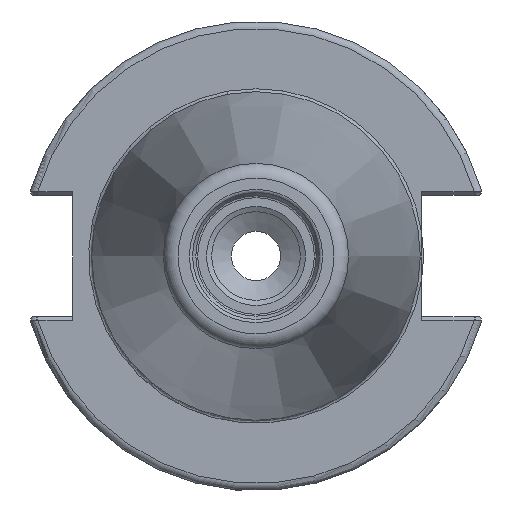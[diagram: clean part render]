
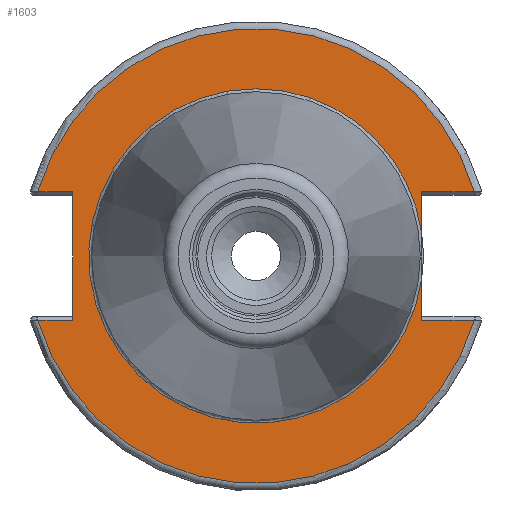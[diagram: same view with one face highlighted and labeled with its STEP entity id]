
A CAD part, left-side view. The second image highlights one B-rep face of the part: STEP entity #1603.
In plain terms, the highlighted planar face has unit normal (-1, 0, 0).
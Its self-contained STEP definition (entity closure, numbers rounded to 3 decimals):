
#100=PLANE('',#1747);
#179=FACE_OUTER_BOUND('',#275,.T.);
#275=EDGE_LOOP('',(#1175,#1176,#1177,#1178,#1179,#1180,#1181,#1182,#1183,
#1184,#1185));
#367=LINE('',#2417,#470);
#374=LINE('',#2539,#477);
#375=LINE('',#2543,#478);
#376=LINE('',#2545,#479);
#377=LINE('',#2547,#480);
#378=LINE('',#2551,#481);
#379=LINE('',#2553,#482);
#470=VECTOR('',#1985,10.);
#477=VECTOR('',#1996,10.);
#478=VECTOR('',#1999,10.);
#479=VECTOR('',#2000,10.);
#480=VECTOR('',#2001,10.);
#481=VECTOR('',#2004,10.);
#482=VECTOR('',#2005,10.);
#590=CIRCLE('',#1748,30.775);
#591=CIRCLE('',#1749,30.775);
#592=CIRCLE('',#1750,22.625);
#593=CIRCLE('',#1751,22.625);
#688=VERTEX_POINT('',#2414);
#689=VERTEX_POINT('',#2416);
#697=VERTEX_POINT('',#2538);
#698=VERTEX_POINT('',#2540);
#699=VERTEX_POINT('',#2542);
#700=VERTEX_POINT('',#2544);
#701=VERTEX_POINT('',#2546);
#702=VERTEX_POINT('',#2548);
#703=VERTEX_POINT('',#2550);
#704=VERTEX_POINT('',#2552);
#705=VERTEX_POINT('',#2554);
#867=EDGE_CURVE('',#688,#689,#367,.T.);
#879=EDGE_CURVE('',#697,#689,#374,.T.);
#880=EDGE_CURVE('',#698,#688,#590,.T.);
#881=EDGE_CURVE('',#699,#698,#375,.T.);
#882=EDGE_CURVE('',#699,#700,#376,.T.);
#883=EDGE_CURVE('',#701,#700,#377,.T.);
#884=EDGE_CURVE('',#702,#701,#591,.T.);
#885=EDGE_CURVE('',#703,#702,#378,.T.);
#886=EDGE_CURVE('',#703,#704,#379,.T.);
#887=EDGE_CURVE('',#704,#705,#592,.T.);
#888=EDGE_CURVE('',#705,#697,#593,.T.);
#1175=ORIENTED_EDGE('',*,*,#879,.T.);
#1176=ORIENTED_EDGE('',*,*,#867,.F.);
#1177=ORIENTED_EDGE('',*,*,#880,.F.);
#1178=ORIENTED_EDGE('',*,*,#881,.F.);
#1179=ORIENTED_EDGE('',*,*,#882,.T.);
#1180=ORIENTED_EDGE('',*,*,#883,.F.);
#1181=ORIENTED_EDGE('',*,*,#884,.F.);
#1182=ORIENTED_EDGE('',*,*,#885,.F.);
#1183=ORIENTED_EDGE('',*,*,#886,.T.);
#1184=ORIENTED_EDGE('',*,*,#887,.T.);
#1185=ORIENTED_EDGE('',*,*,#888,.T.);
#1603=ADVANCED_FACE('',(#179),#100,.T.);
#1747=AXIS2_PLACEMENT_3D('',#2537,#1994,#1995);
#1748=AXIS2_PLACEMENT_3D('',#2541,#1997,#1998);
#1749=AXIS2_PLACEMENT_3D('',#2549,#2002,#2003);
#1750=AXIS2_PLACEMENT_3D('',#2555,#2006,#2007);
#1751=AXIS2_PLACEMENT_3D('',#2556,#2008,#2009);
#1985=DIRECTION('',(0.,1.,0.));
#1994=DIRECTION('center_axis',(-1.,0.,0.));
#1995=DIRECTION('ref_axis',(0.,0.,1.));
#1996=DIRECTION('',(0.,0.,1.));
#1997=DIRECTION('center_axis',(1.,0.,0.));
#1998=DIRECTION('ref_axis',(0.,0.,-1.));
#1999=DIRECTION('',(0.,1.,0.));
#2000=DIRECTION('',(0.,0.,-1.));
#2001=DIRECTION('',(0.,-1.,0.));
#2002=DIRECTION('center_axis',(1.,0.,0.));
#2003=DIRECTION('ref_axis',(0.,0.,-1.));
#2004=DIRECTION('',(0.,-1.,0.));
#2005=DIRECTION('',(0.,0.,1.));
#2006=DIRECTION('center_axis',(1.,0.,0.));
#2007=DIRECTION('ref_axis',(0.,0.,-1.));
#2008=DIRECTION('center_axis',(1.,0.,0.));
#2009=DIRECTION('ref_axis',(0.,0.,-1.));
#2414=CARTESIAN_POINT('',(1.,-29.523,8.69));
#2416=CARTESIAN_POINT('',(1.,-22.41,8.69));
#2417=CARTESIAN_POINT('',(1.,4.182,8.69));
#2537=CARTESIAN_POINT('Origin',(1.,30.775,0.));
#2538=CARTESIAN_POINT('',(1.,-22.41,3.112));
#2539=CARTESIAN_POINT('',(1.,-22.41,-4.095));
#2540=CARTESIAN_POINT('',(1.,29.523,8.69));
#2541=CARTESIAN_POINT('Origin',(1.,0.,0.));
#2542=CARTESIAN_POINT('',(1.,24.8,8.69));
#2543=CARTESIAN_POINT('',(1.,38.399,8.69));
#2544=CARTESIAN_POINT('',(1.,24.8,-8.69));
#2545=CARTESIAN_POINT('',(1.,24.8,4.095));
#2546=CARTESIAN_POINT('',(1.,29.523,-8.69));
#2547=CARTESIAN_POINT('',(1.,27.788,-8.69));
#2548=CARTESIAN_POINT('',(1.,-29.523,-8.69));
#2549=CARTESIAN_POINT('Origin',(1.,0.,0.));
#2550=CARTESIAN_POINT('',(1.,-22.41,-8.69));
#2551=CARTESIAN_POINT('',(1.,-6.591,-8.69));
#2552=CARTESIAN_POINT('',(1.,-22.41,-3.112));
#2553=CARTESIAN_POINT('',(1.,-22.41,-4.095));
#2554=CARTESIAN_POINT('',(1.,0.,22.625));
#2555=CARTESIAN_POINT('Origin',(1.,0.,0.));
#2556=CARTESIAN_POINT('Origin',(1.,0.,0.));
